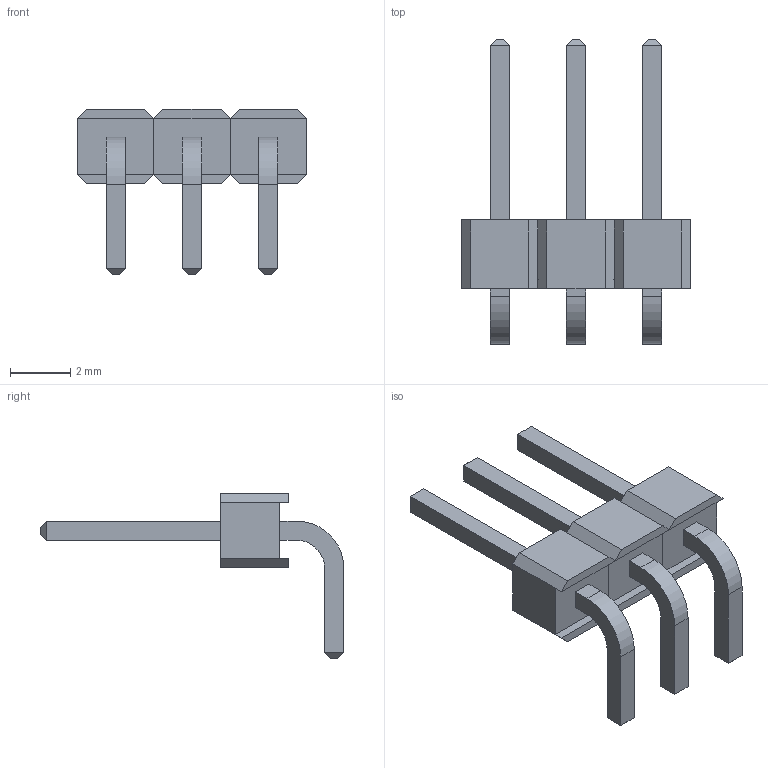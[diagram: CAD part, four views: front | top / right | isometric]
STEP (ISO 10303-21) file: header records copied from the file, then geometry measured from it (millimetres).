
FILE_DESCRIPTION(('FreeCAD Model'),'2;1');
FILE_NAME('header_Male_RA_Low_3Pin.step', '2017-02-01T14:10:36',('Author'),(''), 'Open CASCADE STEP processor 6.8','FreeCAD','Unknown');
FILE_SCHEMA(('AUTOMOTIVE_DESIGN_CC2 { 1 2 10303 214 -1 1 5 4 }'));
Length unit declared in the file: millimetre
Products named in the file (2): ASSEMBLY; header_Male_RA_Low_3Pin
Assembly tree (1 placements, depth 2):
  ASSEMBLY
    header_Male_RA_Low_3Pin
Bounding box: 7.62 x 10.13 x 5.51 mm (x, y, z)
Volume: 51.8 mm3; surface area: 173.7 mm2
Topology: 1 solids, 1 shells, 104 faces, 240 edges, 144 vertices
Faces by surface type: plane 98, cylinder 6
Entity records: 7250 total; most frequent: CARTESIAN_POINT 1552, DIRECTION 919, LINE 672, VECTOR 672, ORIENTED_EDGE 488, PCURVE 480, DEFINITIONAL_REPRESENTATION 480, EDGE_CURVE 240
